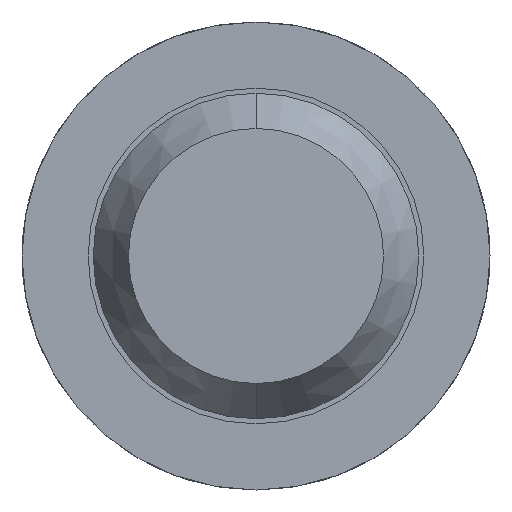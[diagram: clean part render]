
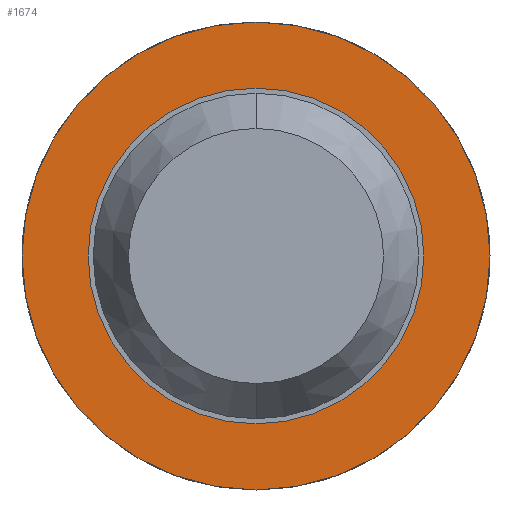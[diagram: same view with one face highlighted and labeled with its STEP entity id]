
A CAD part, front view. The second image highlights one B-rep face of the part: STEP entity #1674.
In plain terms, the highlighted planar face has unit normal (0, -1, 0).
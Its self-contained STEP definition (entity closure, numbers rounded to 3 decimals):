
#54 = EDGE_CURVE ( 'Defeature ausgef�hrt1_7+Defeature ausgef�hrt1_6+Defeature ausgef�hrt1_6+Defeature ausgef�hrt1_6', #3270, #662, #3936, .T. ) ;
#60 = EDGE_CURVE ( 'Defeature ausgef�hrt1_0+Defeature ausgef�hrt1_7+Defeature ausgef�hrt1_7+Defeature ausgef�hrt1_7', #2101, #3308, #769, .T. ) ;
#200 = AXIS2_PLACEMENT_3D ( 'NONE', #2290, #387, #1032 ) ;
#346 = DIRECTION ( 'NONE',  ( 0., 1., 0. ) ) ;
#367 = DIRECTION ( 'NONE',  ( 0., 0., 1. ) ) ;
#387 = DIRECTION ( 'NONE',  ( 0., 1., 0. ) ) ;
#448 = DIRECTION ( 'NONE',  ( 0., 1., 0. ) ) ;
#581 = DIRECTION ( 'NONE',  ( 0., 0., 1. ) ) ;
#594 = CARTESIAN_POINT ( 'NONE',  ( 0.825, -1.7, 0. ) ) ;
#662 = VERTEX_POINT ( 'NONE', #2469 ) ;
#754 = AXIS2_PLACEMENT_3D ( 'NONE', #3223, #448, #2907 ) ;
#769 = CIRCLE ( 'NONE', #754, 1.15 ) ;
#931 = ORIENTED_EDGE ( 'NONE', *, *, #54, .T. ) ;
#955 = DIRECTION ( 'NONE',  ( 0., 1., 0. ) ) ;
#1032 = DIRECTION ( 'NONE',  ( 0., 0., 1. ) ) ;
#1247 = DIRECTION ( 'NONE',  ( 0., 0., 1. ) ) ;
#1259 = AXIS2_PLACEMENT_3D ( 'NONE', #4046, #955, #581 ) ;
#1674 = ADVANCED_FACE ( 'Defeature ausgef�hrt1_7', ( #2014, #3927 ), #3380, .F. ) ;
#2014 = FACE_OUTER_BOUND ( 'NONE', #2358, .T. ) ;
#2084 = CARTESIAN_POINT ( 'NONE',  ( 0., -1.7, 1.15 ) ) ;
#2101 = VERTEX_POINT ( 'NONE', #2377 ) ;
#2130 = AXIS2_PLACEMENT_3D ( 'NONE', #594, #3431, #1247 ) ;
#2162 = ORIENTED_EDGE ( 'NONE', *, *, #2415, .T. ) ;
#2290 = CARTESIAN_POINT ( 'NONE',  ( 0., -1.7, 0. ) ) ;
#2358 = EDGE_LOOP ( 'NONE', ( #2364, #2882 ) ) ;
#2364 = ORIENTED_EDGE ( 'NONE', *, *, #2385, .F. ) ;
#2377 = CARTESIAN_POINT ( 'NONE',  ( 0., -1.7, -1.15 ) ) ;
#2385 = EDGE_CURVE ( 'Defeature ausgef�hrt1_0+Defeature ausgef�hrt1_7+Defeature ausgef�hrt1_7+Defeature ausgef�hrt1_7', #3308, #2101, #3649, .T. ) ;
#2415 = EDGE_CURVE ( 'Defeature ausgef�hrt1_7+Defeature ausgef�hrt1_6+Defeature ausgef�hrt1_6+Defeature ausgef�hrt1_6', #662, #3270, #3548, .T. ) ;
#2469 = CARTESIAN_POINT ( 'NONE',  ( 0., -1.7, 0.825 ) ) ;
#2698 = EDGE_LOOP ( 'NONE', ( #2162, #931 ) ) ;
#2882 = ORIENTED_EDGE ( 'NONE', *, *, #60, .F. ) ;
#2907 = DIRECTION ( 'NONE',  ( 0., 0., 1. ) ) ;
#3223 = CARTESIAN_POINT ( 'NONE',  ( 0., -1.7, 0. ) ) ;
#3270 = VERTEX_POINT ( 'NONE', #3648 ) ;
#3308 = VERTEX_POINT ( 'NONE', #2084 ) ;
#3380 = PLANE ( 'NONE',  #2130 ) ;
#3431 = DIRECTION ( 'NONE',  ( 0., 1., 0. ) ) ;
#3476 = CARTESIAN_POINT ( 'NONE',  ( 0., -1.7, 0. ) ) ;
#3548 = CIRCLE ( 'NONE', #3576, 0.825 ) ;
#3576 = AXIS2_PLACEMENT_3D ( 'NONE', #3476, #346, #367 ) ;
#3648 = CARTESIAN_POINT ( 'NONE',  ( 0., -1.7, -0.825 ) ) ;
#3649 = CIRCLE ( 'NONE', #1259, 1.15 ) ;
#3927 = FACE_BOUND ( 'NONE', #2698, .T. ) ;
#3936 = CIRCLE ( 'NONE', #200, 0.825 ) ;
#4046 = CARTESIAN_POINT ( 'NONE',  ( 0., -1.7, 0. ) ) ;
